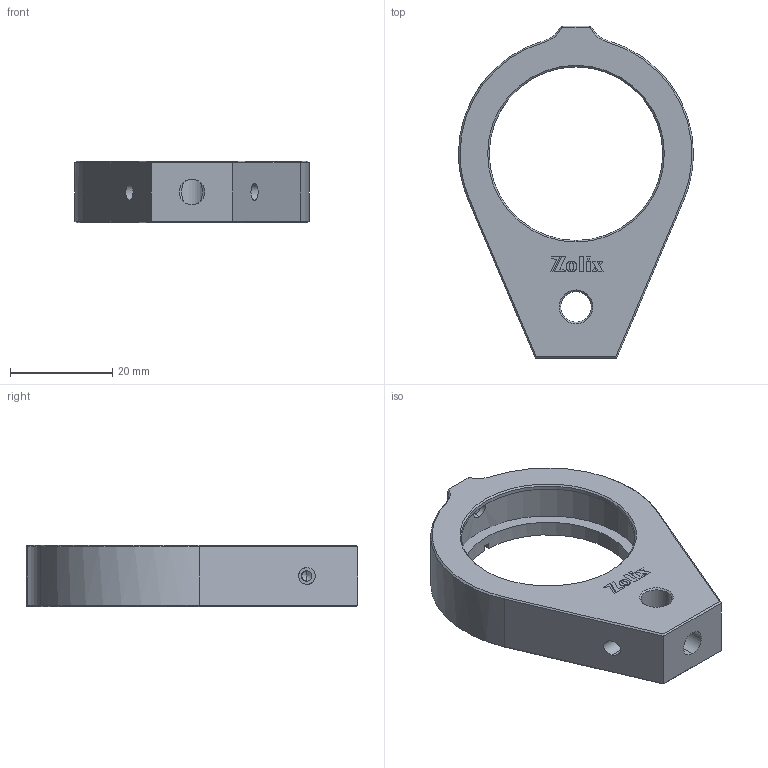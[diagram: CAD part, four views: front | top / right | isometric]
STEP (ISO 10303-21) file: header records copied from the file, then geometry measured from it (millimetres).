
FILE_DESCRIPTION (( 'STEP AP214' ), '1' );
FILE_NAME ('NLB38.1-B.step', '2019-05-10T01:44:14', ( '' ), ( '' ), 'SwSTEP 2.0', 'SolidWorks 2016', '' );
FILE_SCHEMA (( 'AUTOMOTIVE_DESIGN' ));
Length unit declared in the file: millimetre
Products named in the file (1): NLB38.1-B
Bounding box: 46 x 65 x 12 mm (x, y, z)
Volume: 12597 mm3; surface area: 7887.7 mm2
Topology: 8 solids, 8 shells, 302 faces, 776 edges, 495 vertices
Faces by surface type: plane 224, cone 43, cylinder 35
Entity records: 12633 total; most frequent: CARTESIAN_POINT 1832, ORIENTED_EDGE 1540, DIRECTION 1476, EDGE_CURVE 770, LINE 614, VECTOR 614, VERTEX_POINT 495, AXIS2_PLACEMENT_3D 431
